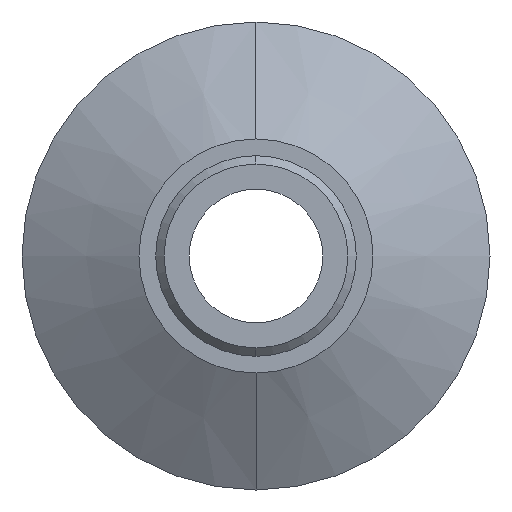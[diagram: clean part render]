
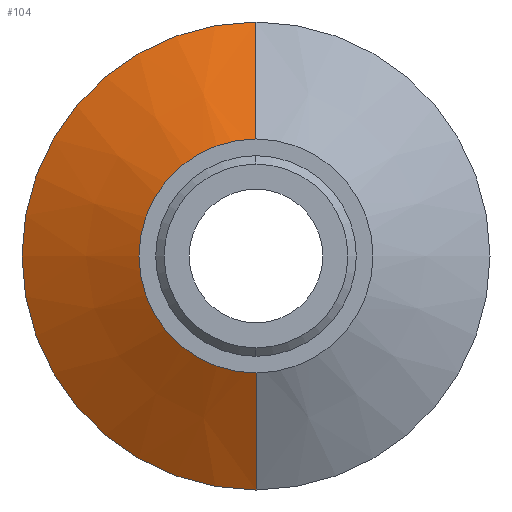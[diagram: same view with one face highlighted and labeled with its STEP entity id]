
A CAD part, left-side view. The second image highlights one B-rep face of the part: STEP entity #104.
In plain terms, the highlighted conical face has half-angle 60 degrees and reference radius 6.356 mm.
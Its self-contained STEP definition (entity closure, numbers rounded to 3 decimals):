
#26 = CARTESIAN_POINT ( 'NONE',  ( -6.133, 0., 0. ) ) ;
#66 = EDGE_CURVE ( 'NONE', #409, #690, #545, .T. ) ;
#68 = DIRECTION ( 'NONE',  ( 1., 0., 0. ) ) ;
#72 = DIRECTION ( 'NONE',  ( 0.5, 0., -0.866 ) ) ;
#81 = AXIS2_PLACEMENT_3D ( 'NONE', #497, #506, #432 ) ;
#101 = DIRECTION ( 'NONE',  ( 0., 0., 1. ) ) ;
#104 = ADVANCED_FACE ( 'NONE', ( #687 ), #399, .T. ) ;
#123 = ORIENTED_EDGE ( 'NONE', *, *, #606, .F. ) ;
#126 = ORIENTED_EDGE ( 'NONE', *, *, #66, .T. ) ;
#131 = AXIS2_PLACEMENT_3D ( 'NONE', #26, #522, #101 ) ;
#154 = CARTESIAN_POINT ( 'NONE',  ( -1.72, 0., 14. ) ) ;
#169 = CARTESIAN_POINT ( 'NONE',  ( -1.72, 0., -14. ) ) ;
#184 = EDGE_CURVE ( 'NONE', #690, #796, #792, .T. ) ;
#248 = VECTOR ( 'NONE', #288, 1000. ) ;
#288 = DIRECTION ( 'NONE',  ( 0.5, 0., 0.866 ) ) ;
#299 = ORIENTED_EDGE ( 'NONE', *, *, #184, .T. ) ;
#332 = ORIENTED_EDGE ( 'NONE', *, *, #366, .F. ) ;
#333 = EDGE_LOOP ( 'NONE', ( #332, #126, #299, #123 ) ) ;
#350 = VERTEX_POINT ( 'NONE', #583 ) ;
#366 = EDGE_CURVE ( 'NONE', #409, #350, #714, .T. ) ;
#370 = VECTOR ( 'NONE', #72, 1000. ) ;
#399 = CONICAL_SURFACE ( 'NONE', #673, 6.356, 1.047 ) ;
#409 = VERTEX_POINT ( 'NONE', #650 ) ;
#432 = DIRECTION ( 'NONE',  ( 0., 0., 1. ) ) ;
#488 = CARTESIAN_POINT ( 'NONE',  ( -6.133, 0., 0. ) ) ;
#497 = CARTESIAN_POINT ( 'NONE',  ( -1.72, 0., 0. ) ) ;
#506 = DIRECTION ( 'NONE',  ( -1., 0., 0. ) ) ;
#522 = DIRECTION ( 'NONE',  ( -1., 0., 0. ) ) ;
#545 = LINE ( 'NONE', #768, #248 ) ;
#556 = DIRECTION ( 'NONE',  ( 0., 0., -1. ) ) ;
#583 = CARTESIAN_POINT ( 'NONE',  ( -6.133, 0., -6.356 ) ) ;
#606 = EDGE_CURVE ( 'NONE', #350, #796, #706, .T. ) ;
#620 = CARTESIAN_POINT ( 'NONE',  ( -6.133, 0., -6.356 ) ) ;
#650 = CARTESIAN_POINT ( 'NONE',  ( -6.133, 0., 6.356 ) ) ;
#673 = AXIS2_PLACEMENT_3D ( 'NONE', #488, #68, #556 ) ;
#687 = FACE_OUTER_BOUND ( 'NONE', #333, .T. ) ;
#690 = VERTEX_POINT ( 'NONE', #154 ) ;
#706 = LINE ( 'NONE', #620, #370 ) ;
#714 = CIRCLE ( 'NONE', #131, 6.356 ) ;
#768 = CARTESIAN_POINT ( 'NONE',  ( -6.133, 0., 6.356 ) ) ;
#792 = CIRCLE ( 'NONE', #81, 14. ) ;
#796 = VERTEX_POINT ( 'NONE', #169 ) ;
